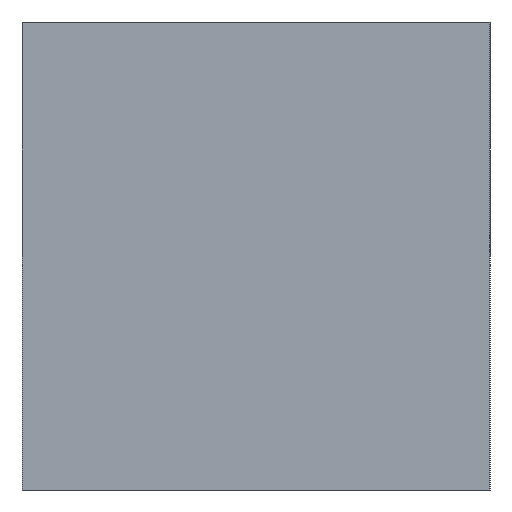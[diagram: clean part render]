
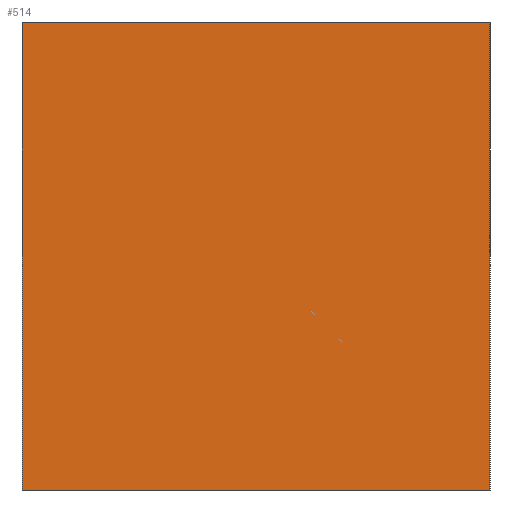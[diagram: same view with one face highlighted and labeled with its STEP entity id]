
A CAD part, left-side view. The second image highlights one B-rep face of the part: STEP entity #514.
In plain terms, the highlighted planar face has unit normal (-1, 0, 0).
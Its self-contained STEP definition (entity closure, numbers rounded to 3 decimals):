
#5 = ORIENTED_EDGE ( 'NONE', *, *, #548, .T. ) ;
#22 = VERTEX_POINT ( 'NONE', #54 ) ;
#24 = CARTESIAN_POINT ( 'NONE',  ( -0.96, -0.01, 0.01 ) ) ;
#32 = CARTESIAN_POINT ( 'NONE',  ( -0.96, 2.81, -2.81 ) ) ;
#33 = ORIENTED_EDGE ( 'NONE', *, *, #544, .T. ) ;
#40 = ORIENTED_EDGE ( 'NONE', *, *, #528, .T. ) ;
#54 = CARTESIAN_POINT ( 'NONE',  ( -0.96, -0.01, -2.81 ) ) ;
#56 = VERTEX_POINT ( 'NONE', #24 ) ;
#62 = ORIENTED_EDGE ( 'NONE', *, *, #532, .T. ) ;
#70 = VERTEX_POINT ( 'NONE', #114 ) ;
#103 = VERTEX_POINT ( 'NONE', #32 ) ;
#109 = EDGE_LOOP ( 'NONE', ( #33, #5, #40, #62 ) ) ;
#114 = CARTESIAN_POINT ( 'NONE',  ( -0.96, 2.81, 0.01 ) ) ;
#231 = PLANE ( 'NONE',  #368 ) ;
#253 = FACE_OUTER_BOUND ( 'NONE', #109, .T. ) ;
#263 = CARTESIAN_POINT ( 'NONE',  ( -0.96, -0.01, -2.81 ) ) ;
#264 = DIRECTION ( 'NONE',  ( -1., 0., 0. ) ) ;
#265 = DIRECTION ( 'NONE',  ( 0., 0., 1. ) ) ;
#364 = VECTOR ( 'NONE', #572, 1000. ) ;
#368 = AXIS2_PLACEMENT_3D ( 'NONE', #263, #264, #265 ) ;
#384 = VECTOR ( 'NONE', #665, 1000. ) ;
#393 = VECTOR ( 'NONE', #556, 1000. ) ;
#415 = VECTOR ( 'NONE', #607, 1000. ) ;
#514 = ADVANCED_FACE ( 'NONE', ( #253 ), #231, .T. ) ;
#528 = EDGE_CURVE ( 'NONE', #56, #70, #674, .T. ) ;
#532 = EDGE_CURVE ( 'NONE', #70, #103, #608, .T. ) ;
#544 = EDGE_CURVE ( 'NONE', #103, #22, #574, .T. ) ;
#548 = EDGE_CURVE ( 'NONE', #22, #56, #656, .T. ) ;
#556 = DIRECTION ( 'NONE',  ( 0., 0., -1. ) ) ;
#572 = DIRECTION ( 'NONE',  ( 0., -1., 0. ) ) ;
#573 = CARTESIAN_POINT ( 'NONE',  ( -0.96, 2.81, -2.81 ) ) ;
#574 = LINE ( 'NONE', #573, #364 ) ;
#597 = CARTESIAN_POINT ( 'NONE',  ( -0.96, 2.81, 0.01 ) ) ;
#607 = DIRECTION ( 'NONE',  ( 0., 1., 0. ) ) ;
#608 = LINE ( 'NONE', #612, #393 ) ;
#612 = CARTESIAN_POINT ( 'NONE',  ( -0.96, 2.81, -2.81 ) ) ;
#656 = LINE ( 'NONE', #666, #384 ) ;
#665 = DIRECTION ( 'NONE',  ( 0., 0., 1. ) ) ;
#666 = CARTESIAN_POINT ( 'NONE',  ( -0.96, -0.01, -2.81 ) ) ;
#674 = LINE ( 'NONE', #597, #415 ) ;
